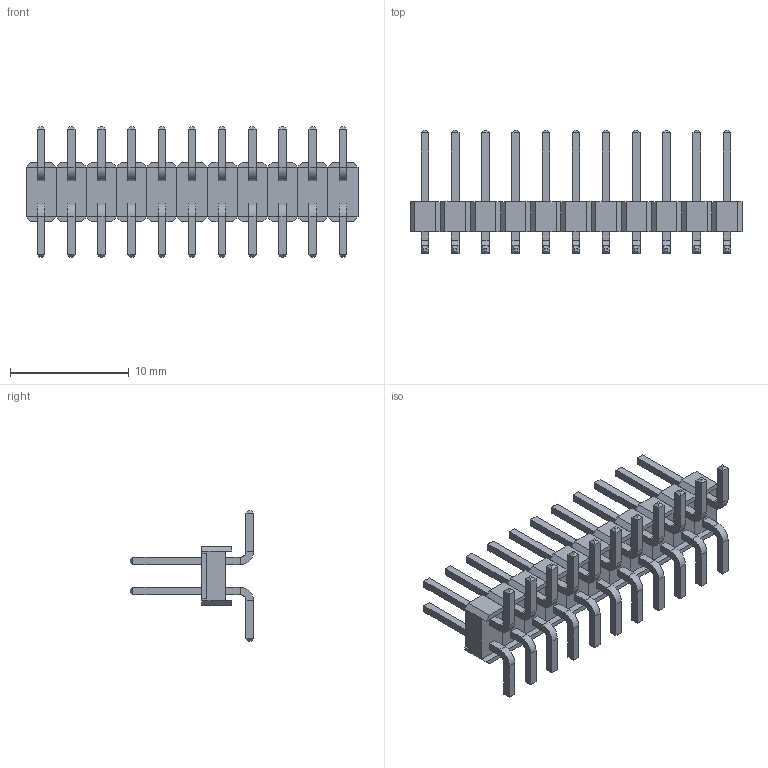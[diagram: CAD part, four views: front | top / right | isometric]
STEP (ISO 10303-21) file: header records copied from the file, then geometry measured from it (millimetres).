
FILE_DESCRIPTION (( 'STEP AP214' ), '1' );
FILE_NAME ('PLD_22SMD.STEP', '2019-07-03T12:42:44', ( '' ), ( '' ), 'SwSTEP 2.0', 'SolidWorks 2018', '' );
FILE_SCHEMA (( 'AUTOMOTIVE_DESIGN' ));
Length unit declared in the file: millimetre
Products named in the file (1): PLD_22SMD
Bounding box: 27.94 x 10.36 x 11 mm (x, y, z)
Volume: 383.2 mm3; surface area: 1306 mm2
Topology: 11 solids, 11 shells, 814 faces, 1848 edges, 1100 vertices
Faces by surface type: plane 770, cylinder 44
Entity records: 30950 total; most frequent: CARTESIAN_POINT 3763, ORIENTED_EDGE 3696, DIRECTION 3566, EDGE_CURVE 1848, LINE 1760, VECTOR 1760, VERTEX_POINT 1100, AXIS2_PLACEMENT_3D 903
